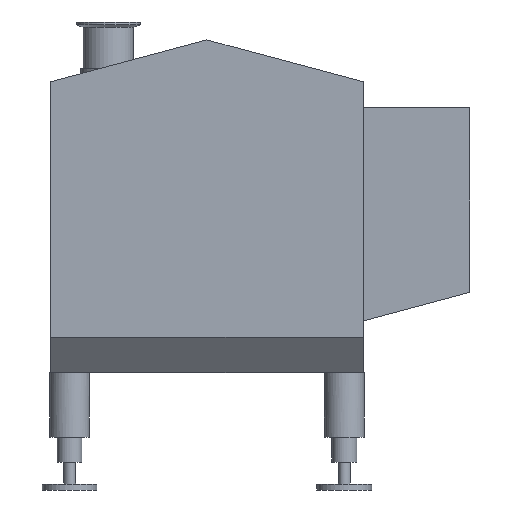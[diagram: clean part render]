
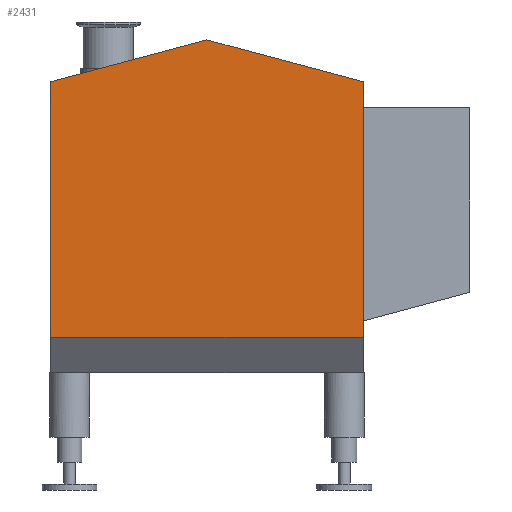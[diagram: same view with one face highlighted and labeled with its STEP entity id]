
A CAD part, left-side view. The second image highlights one B-rep face of the part: STEP entity #2431.
In plain terms, the highlighted planar face has unit normal (-1, 0, 0).
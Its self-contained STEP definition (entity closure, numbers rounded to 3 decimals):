
#110=LINE('',#3686,#327);
#120=LINE('',#3722,#337);
#143=LINE('',#3769,#360);
#144=LINE('',#3772,#361);
#146=LINE('',#3775,#363);
#327=VECTOR('',#2920,10.);
#337=VECTOR('',#2950,10.);
#360=VECTOR('',#2993,10.);
#361=VECTOR('',#2996,10.);
#363=VECTOR('',#3000,10.);
#570=FACE_OUTER_BOUND('',#728,.T.);
#728=EDGE_LOOP('',(#1693,#1694,#1695,#1696,#1697));
#1010=VERTEX_POINT('',#3682);
#1012=VERTEX_POINT('',#3685);
#1028=VERTEX_POINT('',#3721);
#1042=VERTEX_POINT('',#3767);
#1043=VERTEX_POINT('',#3771);
#1244=EDGE_CURVE('',#1012,#1010,#110,.T.);
#1262=EDGE_CURVE('',#1012,#1028,#120,.T.);
#1287=EDGE_CURVE('',#1042,#1010,#143,.T.);
#1288=EDGE_CURVE('',#1028,#1043,#144,.T.);
#1290=EDGE_CURVE('',#1043,#1042,#146,.T.);
#1693=ORIENTED_EDGE('',*,*,#1244,.T.);
#1694=ORIENTED_EDGE('',*,*,#1287,.F.);
#1695=ORIENTED_EDGE('',*,*,#1290,.F.);
#1696=ORIENTED_EDGE('',*,*,#1288,.F.);
#1697=ORIENTED_EDGE('',*,*,#1262,.F.);
#2315=PLANE('',#2633);
#2431=ADVANCED_FACE('',(#570),#2315,.F.);
#2633=AXIS2_PLACEMENT_3D('',#3776,#3001,#3002);
#2920=DIRECTION('',(0.,-1.,0.));
#2950=DIRECTION('',(0.,0.,1.));
#2993=DIRECTION('',(0.,0.,-1.));
#2996=DIRECTION('',(0.,-0.966,0.259));
#3000=DIRECTION('',(0.,-0.966,-0.259));
#3001=DIRECTION('center_axis',(1.,0.,0.));
#3002=DIRECTION('ref_axis',(0.,0.,-1.));
#3682=CARTESIAN_POINT('',(-440.5,-157.,-136.818));
#3685=CARTESIAN_POINT('',(-440.5,157.,-136.818));
#3686=CARTESIAN_POINT('',(-440.5,0.,-136.818));
#3721=CARTESIAN_POINT('',(-440.5,157.,119.932));
#3722=CARTESIAN_POINT('',(-440.5,157.,-172.));
#3767=CARTESIAN_POINT('',(-440.5,-157.,119.932));
#3769=CARTESIAN_POINT('',(-440.5,-157.,118.932));
#3771=CARTESIAN_POINT('',(-440.5,0.,162.));
#3772=CARTESIAN_POINT('',(-440.5,157.,119.932));
#3775=CARTESIAN_POINT('',(-440.5,0.,162.));
#3776=CARTESIAN_POINT('Origin',(-440.5,0.,-19.614));
